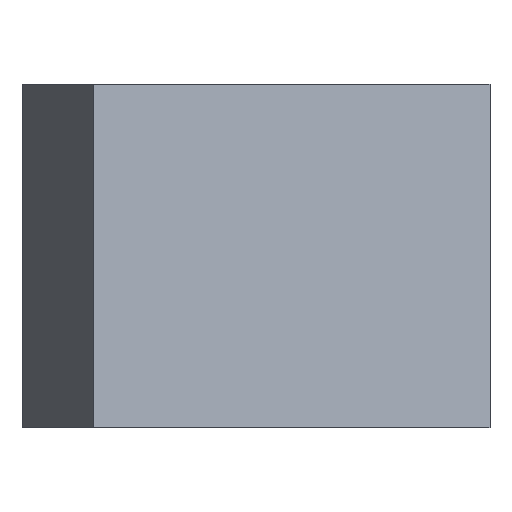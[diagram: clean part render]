
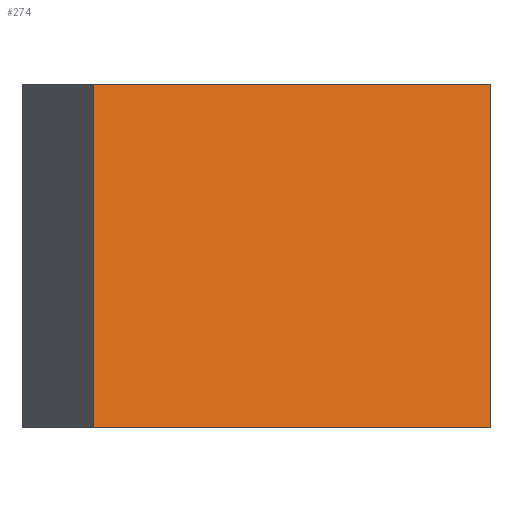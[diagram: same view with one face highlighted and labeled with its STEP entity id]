
A CAD part, top view. The second image highlights one B-rep face of the part: STEP entity #274.
In plain terms, the highlighted planar face has unit normal (0.5, 0, 0.866).
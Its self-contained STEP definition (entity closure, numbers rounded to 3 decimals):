
#24=PLANE('',#316);
#51=LINE('',#468,#76);
#53=LINE('',#472,#78);
#54=LINE('',#474,#79);
#55=LINE('',#475,#80);
#76=VECTOR('',#388,1000.);
#78=VECTOR('',#392,1000.);
#79=VECTOR('',#393,1000.);
#80=VECTOR('',#394,1000.);
#98=FACE_OUTER_BOUND('',#115,.T.);
#115=EDGE_LOOP('',(#245,#246,#247,#248));
#146=VERTEX_POINT('',#465);
#147=VERTEX_POINT('',#467);
#148=VERTEX_POINT('',#471);
#149=VERTEX_POINT('',#473);
#180=EDGE_CURVE('',#147,#146,#51,.T.);
#182=EDGE_CURVE('',#146,#148,#53,.T.);
#183=EDGE_CURVE('',#149,#148,#54,.T.);
#184=EDGE_CURVE('',#147,#149,#55,.T.);
#245=ORIENTED_EDGE('',*,*,#182,.T.);
#246=ORIENTED_EDGE('',*,*,#183,.F.);
#247=ORIENTED_EDGE('',*,*,#184,.F.);
#248=ORIENTED_EDGE('',*,*,#180,.T.);
#274=ADVANCED_FACE('',(#98),#24,.F.);
#316=AXIS2_PLACEMENT_3D('',#470,#390,#391);
#388=DIRECTION('',(0.,1.,0.));
#390=DIRECTION('center_axis',(-0.5,0.,-0.866));
#391=DIRECTION('ref_axis',(0.866,0.,-0.5));
#392=DIRECTION('',(-0.866,0.,0.5));
#393=DIRECTION('',(0.,1.,0.));
#394=DIRECTION('',(-0.866,0.,0.5));
#465=CARTESIAN_POINT('',(55.83,30.,186.079));
#467=CARTESIAN_POINT('',(55.83,-30.,186.079));
#468=CARTESIAN_POINT('',(55.83,-30.,186.079));
#470=CARTESIAN_POINT('Origin',(55.83,-30.,186.079));
#471=CARTESIAN_POINT('',(-13.452,30.,226.079));
#472=CARTESIAN_POINT('',(55.83,30.,186.079));
#473=CARTESIAN_POINT('',(-13.452,-30.,226.079));
#474=CARTESIAN_POINT('',(-13.452,-30.,226.079));
#475=CARTESIAN_POINT('',(55.83,-30.,186.079));
